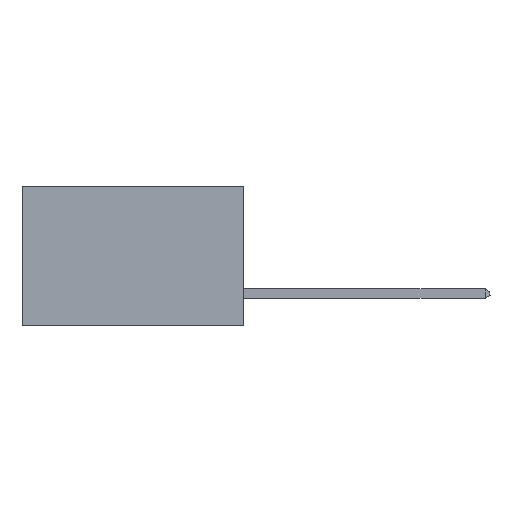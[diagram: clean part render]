
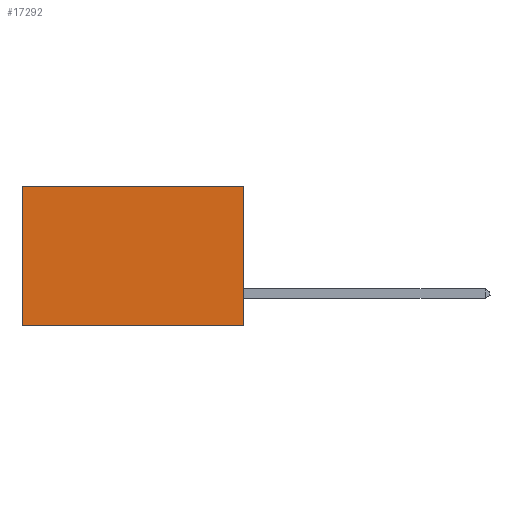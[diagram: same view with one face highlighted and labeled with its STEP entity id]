
A CAD part, left-side view. The second image highlights one B-rep face of the part: STEP entity #17292.
In plain terms, the highlighted planar face has unit normal (-1, 0, 0).
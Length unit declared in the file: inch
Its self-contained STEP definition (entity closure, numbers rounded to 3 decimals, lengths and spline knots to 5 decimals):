
#265 = CARTESIAN_POINT ( 'NONE',  ( 0.277, 0., -0.37 ) ) ;
#632 = DIRECTION ( 'NONE',  ( 0., 0., -1. ) ) ;
#1152 = VECTOR ( 'NONE', #10348, 39.37008 ) ;
#1721 = LINE ( 'NONE', #1731, #13433 ) ;
#1731 = CARTESIAN_POINT ( 'NONE',  ( 0.277, 0., 0. ) ) ;
#2207 = EDGE_CURVE ( 'NONE', #17464, #11208, #13601, .T. ) ;
#2621 = LINE ( 'NONE', #7442, #7261 ) ;
#2789 = DIRECTION ( 'NONE',  ( 1., 0., 0. ) ) ;
#4313 = ORIENTED_EDGE ( 'NONE', *, *, #19962, .T. ) ;
#6691 = VERTEX_POINT ( 'NONE', #7664 ) ;
#7261 = VECTOR ( 'NONE', #632, 39.37008 ) ;
#7442 = CARTESIAN_POINT ( 'NONE',  ( 0.277, 0., -0.37 ) ) ;
#7664 = CARTESIAN_POINT ( 'NONE',  ( 0.277, 0., 0. ) ) ;
#7904 = CARTESIAN_POINT ( 'NONE',  ( 0.277, 0.59, 0. ) ) ;
#8073 = CARTESIAN_POINT ( 'NONE',  ( 0.277, 0.59, -0.37 ) ) ;
#10348 = DIRECTION ( 'NONE',  ( 0., 0., -1. ) ) ;
#11208 = VERTEX_POINT ( 'NONE', #12263 ) ;
#11850 = EDGE_CURVE ( 'NONE', #6691, #28849, #2621, .T. ) ;
#12263 = CARTESIAN_POINT ( 'NONE',  ( 0.277, 0.59, -0.37 ) ) ;
#13433 = VECTOR ( 'NONE', #25051, 39.37008 ) ;
#13601 = LINE ( 'NONE', #8073, #1152 ) ;
#14122 = ORIENTED_EDGE ( 'NONE', *, *, #11850, .F. ) ;
#14361 = DIRECTION ( 'NONE',  ( 0., 1., 0. ) ) ;
#15034 = ORIENTED_EDGE ( 'NONE', *, *, #21549, .F. ) ;
#16778 = AXIS2_PLACEMENT_3D ( 'NONE', #21538, #2789, #19271 ) ;
#17292 = ADVANCED_FACE ( 'NONE', ( #18095 ), #28402, .F. ) ;
#17464 = VERTEX_POINT ( 'NONE', #7904 ) ;
#18095 = FACE_OUTER_BOUND ( 'NONE', #22080, .T. ) ;
#19271 = DIRECTION ( 'NONE',  ( 0., 0., -1. ) ) ;
#19962 = EDGE_CURVE ( 'NONE', #6691, #17464, #1721, .T. ) ;
#21538 = CARTESIAN_POINT ( 'NONE',  ( 0.277, 0., -0.37 ) ) ;
#21549 = EDGE_CURVE ( 'NONE', #28849, #11208, #29688, .T. ) ;
#22080 = EDGE_LOOP ( 'NONE', ( #27219, #15034, #14122, #4313 ) ) ;
#23683 = VECTOR ( 'NONE', #14361, 39.37008 ) ;
#25051 = DIRECTION ( 'NONE',  ( 0., 1., 0. ) ) ;
#26684 = CARTESIAN_POINT ( 'NONE',  ( 0.277, 0., -0.37 ) ) ;
#27219 = ORIENTED_EDGE ( 'NONE', *, *, #2207, .T. ) ;
#28402 = PLANE ( 'NONE',  #16778 ) ;
#28849 = VERTEX_POINT ( 'NONE', #26684 ) ;
#29688 = LINE ( 'NONE', #265, #23683 ) ;
